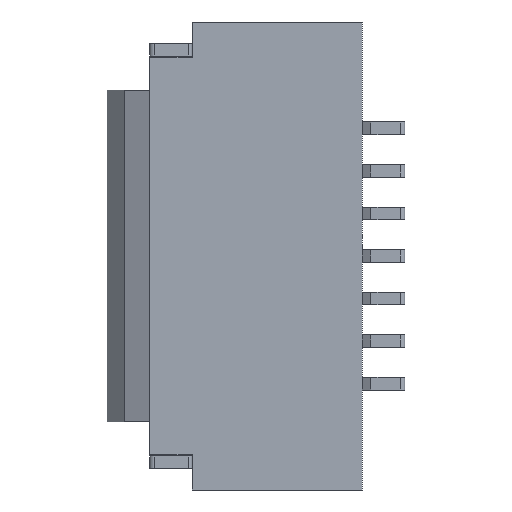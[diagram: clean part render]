
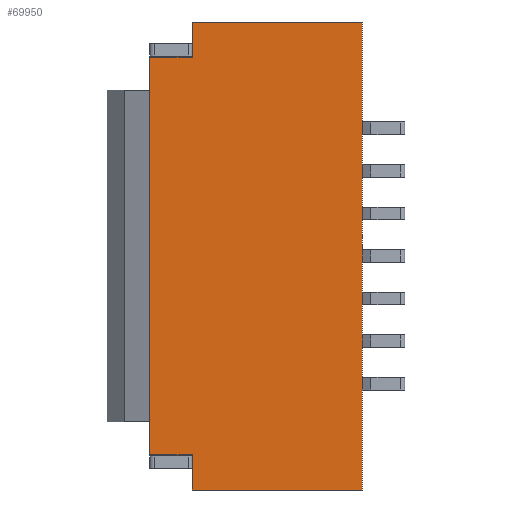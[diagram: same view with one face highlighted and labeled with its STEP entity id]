
A CAD part, front view. The second image highlights one B-rep face of the part: STEP entity #69950.
In plain terms, the highlighted planar face has unit normal (0, -1, 0).
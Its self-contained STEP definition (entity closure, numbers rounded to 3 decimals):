
#14460=CARTESIAN_POINT('',(1.202,-0.908,5.1));
#14470=VERTEX_POINT('',#14460);
#14500=CARTESIAN_POINT('',(1.202,-0.908,4.688));
#14510=DIRECTION('',(0.,0.,1.));
#14520=VECTOR('',#14510,1.);
#14530=LINE('',#14500,#14520);
#14540=CARTESIAN_POINT('',(1.202,-0.908,4.688));
#14550=VERTEX_POINT('',#14540);
#14560=EDGE_CURVE('',#14550,#14470,#14530,.T.);
#16340=CARTESIAN_POINT('',(3.202,-0.908,5.1));
#16350=VERTEX_POINT('',#16340);
#16400=CARTESIAN_POINT('',(1.202,-0.908,5.1));
#16410=DIRECTION('',(1.,0.,0.));
#16420=VECTOR('',#16410,1.);
#16430=LINE('',#16400,#16420);
#16440=EDGE_CURVE('',#14470,#16350,#16430,.T.);
#22080=CARTESIAN_POINT('',(3.202,-0.908,4.688));
#22090=DIRECTION('',(1.,0.,0.));
#22100=VECTOR('',#22090,1.);
#22110=LINE('',#22080,#22100);
#22120=CARTESIAN_POINT('',(0.702,-0.908,4.688));
#22130=VERTEX_POINT('',#22120);
#22140=EDGE_CURVE('',#22130,#14550,#22110,.T.);
#26450=CARTESIAN_POINT('',(1.202,-0.908,0.012));
#26460=VERTEX_POINT('',#26450);
#26490=CARTESIAN_POINT('',(1.202,-0.908,0.012));
#26500=DIRECTION('',(0.,0.,-1.));
#26510=VECTOR('',#26500,1.);
#26520=LINE('',#26490,#26510);
#26530=CARTESIAN_POINT('',(1.202,-0.908,-0.4));
#26540=VERTEX_POINT('',#26530);
#26550=EDGE_CURVE('',#26460,#26540,#26520,.T.);
#28760=CARTESIAN_POINT('',(0.702,-0.908,0.012));
#28770=VERTEX_POINT('',#28760);
#28800=CARTESIAN_POINT('',(3.202,-0.908,0.012));
#28810=DIRECTION('',(1.,0.,0.));
#28820=VECTOR('',#28810,1.);
#28830=LINE('',#28800,#28820);
#28840=EDGE_CURVE('',#28770,#26460,#28830,.T.);
#29220=CARTESIAN_POINT('',(0.702,-0.908,-1.115));
#29230=DIRECTION('',(0.,0.,1.));
#29240=VECTOR('',#29230,1.);
#29250=LINE('',#29220,#29240);
#29260=EDGE_CURVE('',#28770,#22130,#29250,.T.);
#33170=CARTESIAN_POINT('',(3.202,-0.908,-0.4));
#33180=VERTEX_POINT('',#33170);
#33210=CARTESIAN_POINT('',(3.202,-0.908,17.438));
#33220=DIRECTION('',(0.,0.,-1.));
#33230=VECTOR('',#33220,1.);
#33240=LINE('',#33210,#33230);
#33250=EDGE_CURVE('',#16350,#33180,#33240,.T.);
#69750=CARTESIAN_POINT('',(1.202,-0.908,15.85));
#69760=DIRECTION('',(0.,1.,0.));
#69770=DIRECTION('',(1.,0.,0.));
#69780=AXIS2_PLACEMENT_3D('',#69750,#69760,#69770);
#69790=PLANE('',#69780);
#69800=ORIENTED_EDGE('',*,*,#22140,.F.);
#69810=ORIENTED_EDGE('',*,*,#14560,.F.);
#69820=ORIENTED_EDGE('',*,*,#16440,.F.);
#69830=ORIENTED_EDGE('',*,*,#33250,.F.);
#69840=CARTESIAN_POINT('',(1.202,-0.908,-0.4));
#69850=DIRECTION('',(1.,0.,0.));
#69860=VECTOR('',#69850,1.);
#69870=LINE('',#69840,#69860);
#69880=EDGE_CURVE('',#26540,#33180,#69870,.T.);
#69890=ORIENTED_EDGE('',*,*,#69880,.T.);
#69900=ORIENTED_EDGE('',*,*,#26550,.T.);
#69910=ORIENTED_EDGE('',*,*,#28840,.T.);
#69920=ORIENTED_EDGE('',*,*,#29260,.F.);
#69930=EDGE_LOOP('',(#69920,#69910,#69900,#69890,#69830,#69820,#69810,
#69800));
#69940=FACE_OUTER_BOUND('',#69930,.T.);
#69950=ADVANCED_FACE('',(#69940),#69790,.F.);
